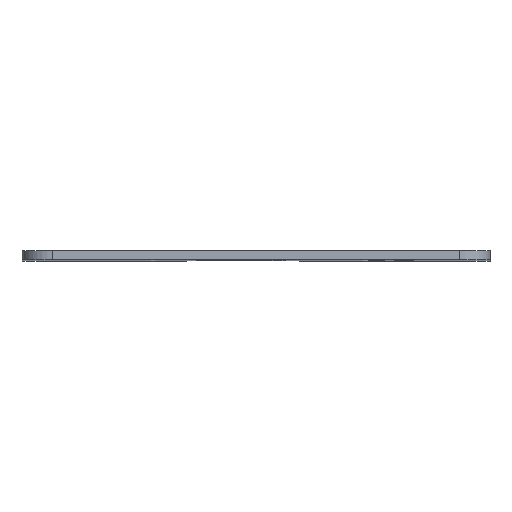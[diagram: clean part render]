
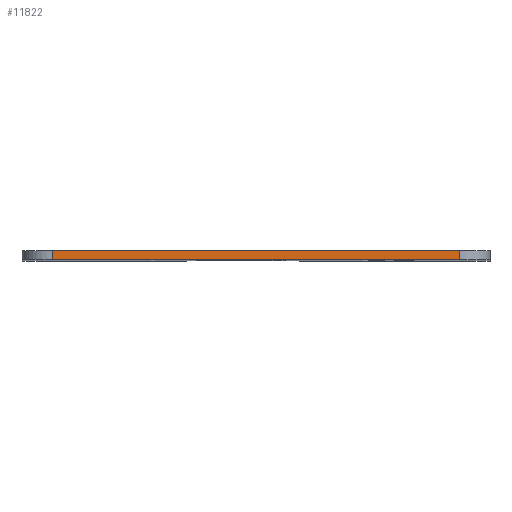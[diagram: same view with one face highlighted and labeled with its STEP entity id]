
A CAD part, top view. The second image highlights one B-rep face of the part: STEP entity #11822.
In plain terms, the highlighted planar face has unit normal (0, 0, 1).
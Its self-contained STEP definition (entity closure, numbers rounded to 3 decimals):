
#983=FACE_OUTER_BOUND('',#1667,.T.);
#1667=EDGE_LOOP('',(#10727,#10728,#10729,#10730));
#2870=LINE('',#18478,#4029);
#3336=LINE('',#22045,#4495);
#3354=LINE('',#22128,#4513);
#3355=LINE('',#22130,#4514);
#4029=VECTOR('',#13262,10.);
#4495=VECTOR('',#14044,10.);
#4513=VECTOR('',#14120,10.);
#4514=VECTOR('',#14123,10.);
#5202=VERTEX_POINT('',#18474);
#5204=VERTEX_POINT('',#18477);
#5669=VERTEX_POINT('',#22023);
#5679=VERTEX_POINT('',#22043);
#6642=EDGE_CURVE('',#5202,#5204,#2870,.T.);
#7365=EDGE_CURVE('',#5679,#5669,#3336,.T.);
#7403=EDGE_CURVE('',#5669,#5202,#3354,.T.);
#7404=EDGE_CURVE('',#5204,#5679,#3355,.T.);
#10727=ORIENTED_EDGE('',*,*,#7403,.F.);
#10728=ORIENTED_EDGE('',*,*,#7365,.F.);
#10729=ORIENTED_EDGE('',*,*,#7404,.F.);
#10730=ORIENTED_EDGE('',*,*,#6642,.F.);
#11227=PLANE('',#12242);
#11822=ADVANCED_FACE('',(#983),#11227,.T.);
#12242=AXIS2_PLACEMENT_3D('',#22129,#14121,#14122);
#13262=DIRECTION('',(1.,0.,0.));
#14044=DIRECTION('',(-1.,0.,0.));
#14120=DIRECTION('',(0.,1.,0.));
#14121=DIRECTION('center_axis',(0.,0.,1.));
#14122=DIRECTION('ref_axis',(1.,0.,0.));
#14123=DIRECTION('',(0.,-1.,0.));
#18474=CARTESIAN_POINT('',(-2.137,1.5,78.254));
#18477=CARTESIAN_POINT('',(65.013,1.5,78.254));
#18478=CARTESIAN_POINT('',(70.013,1.5,78.254));
#22023=CARTESIAN_POINT('',(-2.137,0.,78.254));
#22043=CARTESIAN_POINT('',(65.013,0.,78.254));
#22045=CARTESIAN_POINT('',(70.013,0.,78.254));
#22128=CARTESIAN_POINT('',(-2.137,0.,78.254));
#22129=CARTESIAN_POINT('Origin',(-7.137,0.,78.254));
#22130=CARTESIAN_POINT('',(65.013,0.,78.254));
